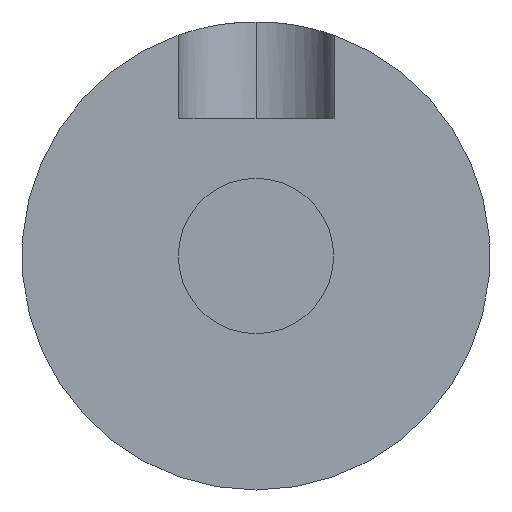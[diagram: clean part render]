
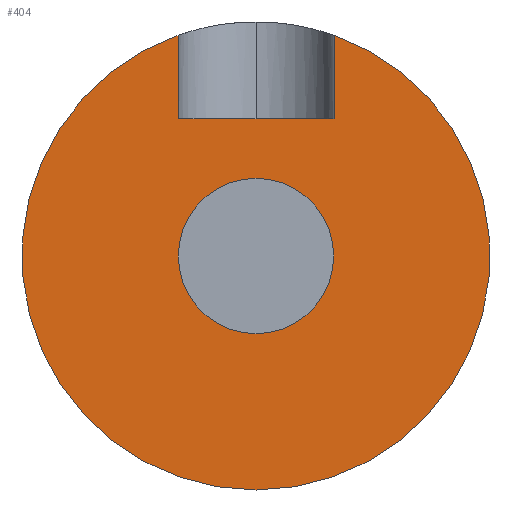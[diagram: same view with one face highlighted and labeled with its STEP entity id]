
A CAD part, front view. The second image highlights one B-rep face of the part: STEP entity #404.
In plain terms, the highlighted planar face has unit normal (0, -1, 0).
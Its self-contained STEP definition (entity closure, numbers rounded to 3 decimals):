
#1 = DIRECTION ( 'NONE',  ( 0., 0., 1. ) ) ;
#17 = EDGE_CURVE ( 'NONE', #432, #123, #52, .T. ) ;
#29 = FACE_OUTER_BOUND ( 'NONE', #390, .T. ) ;
#39 = CARTESIAN_POINT ( 'NONE',  ( -2.5, 9., 4.4 ) ) ;
#44 = DIRECTION ( 'NONE',  ( 0., 0., -1. ) ) ;
#49 = AXIS2_PLACEMENT_3D ( 'NONE', #303, #544, #491 ) ;
#52 = CIRCLE ( 'NONE', #360, 2.49 ) ;
#61 = AXIS2_PLACEMENT_3D ( 'NONE', #70, #255, #575 ) ;
#62 = ORIENTED_EDGE ( 'NONE', *, *, #488, .F. ) ;
#70 = CARTESIAN_POINT ( 'NONE',  ( 0., 9., 0. ) ) ;
#85 = LINE ( 'NONE', #312, #477 ) ;
#97 = CIRCLE ( 'NONE', #397, 7.5 ) ;
#98 = DIRECTION ( 'NONE',  ( 1., 0., 0. ) ) ;
#104 = LINE ( 'NONE', #320, #132 ) ;
#116 = CARTESIAN_POINT ( 'NONE',  ( 2.5, 9., 7.071 ) ) ;
#123 = VERTEX_POINT ( 'NONE', #495 ) ;
#132 = VECTOR ( 'NONE', #243, 1000. ) ;
#138 = ORIENTED_EDGE ( 'NONE', *, *, #557, .T. ) ;
#140 = DIRECTION ( 'NONE',  ( 0., -1., 0. ) ) ;
#166 = PLANE ( 'NONE',  #440 ) ;
#177 = CARTESIAN_POINT ( 'NONE',  ( 0., 9., 0. ) ) ;
#209 = VERTEX_POINT ( 'NONE', #554 ) ;
#218 = ORIENTED_EDGE ( 'NONE', *, *, #586, .F. ) ;
#219 = EDGE_CURVE ( 'NONE', #209, #422, #104, .T. ) ;
#243 = DIRECTION ( 'NONE',  ( 0., 0., -1. ) ) ;
#255 = DIRECTION ( 'NONE',  ( 0., -1., 0. ) ) ;
#259 = VERTEX_POINT ( 'NONE', #391 ) ;
#270 = DIRECTION ( 'NONE',  ( 0., -1., 0. ) ) ;
#275 = CARTESIAN_POINT ( 'NONE',  ( 0., 9., -2.49 ) ) ;
#292 = VERTEX_POINT ( 'NONE', #116 ) ;
#300 = CIRCLE ( 'NONE', #49, 2.49 ) ;
#303 = CARTESIAN_POINT ( 'NONE',  ( 0., 9., 0. ) ) ;
#312 = CARTESIAN_POINT ( 'NONE',  ( 2.5, 9., 4.4 ) ) ;
#316 = DIRECTION ( 'NONE',  ( 0., 0., -1. ) ) ;
#320 = CARTESIAN_POINT ( 'NONE',  ( -2.5, 9., 0. ) ) ;
#360 = AXIS2_PLACEMENT_3D ( 'NONE', #177, #489, #44 ) ;
#385 = ORIENTED_EDGE ( 'NONE', *, *, #394, .T. ) ;
#388 = CARTESIAN_POINT ( 'NONE',  ( 0., 9., 0. ) ) ;
#390 = EDGE_LOOP ( 'NONE', ( #430, #138, #385, #427, #218 ) ) ;
#391 = CARTESIAN_POINT ( 'NONE',  ( 0., 9., -7.5 ) ) ;
#394 = EDGE_CURVE ( 'NONE', #259, #292, #487, .T. ) ;
#397 = AXIS2_PLACEMENT_3D ( 'NONE', #581, #270, #442 ) ;
#404 = ADVANCED_FACE ( 'NONE', ( #29, #571 ), #166, .T. ) ;
#411 = EDGE_CURVE ( 'NONE', #521, #292, #85, .T. ) ;
#422 = VERTEX_POINT ( 'NONE', #39 ) ;
#427 = ORIENTED_EDGE ( 'NONE', *, *, #411, .F. ) ;
#430 = ORIENTED_EDGE ( 'NONE', *, *, #219, .F. ) ;
#432 = VERTEX_POINT ( 'NONE', #275 ) ;
#436 = EDGE_LOOP ( 'NONE', ( #463, #62 ) ) ;
#440 = AXIS2_PLACEMENT_3D ( 'NONE', #388, #140, #316 ) ;
#442 = DIRECTION ( 'NONE',  ( 0., 0., -1. ) ) ;
#445 = CARTESIAN_POINT ( 'NONE',  ( 2.5, 9., 4.4 ) ) ;
#447 = CARTESIAN_POINT ( 'NONE',  ( -2.5, 9., 4.4 ) ) ;
#463 = ORIENTED_EDGE ( 'NONE', *, *, #17, .F. ) ;
#477 = VECTOR ( 'NONE', #1, 1000. ) ;
#487 = CIRCLE ( 'NONE', #61, 7.5 ) ;
#488 = EDGE_CURVE ( 'NONE', #123, #432, #300, .T. ) ;
#489 = DIRECTION ( 'NONE',  ( 0., -1., 0. ) ) ;
#491 = DIRECTION ( 'NONE',  ( 0., 0., -1. ) ) ;
#495 = CARTESIAN_POINT ( 'NONE',  ( 0., 9., 2.49 ) ) ;
#501 = LINE ( 'NONE', #447, #574 ) ;
#521 = VERTEX_POINT ( 'NONE', #445 ) ;
#544 = DIRECTION ( 'NONE',  ( 0., -1., 0. ) ) ;
#554 = CARTESIAN_POINT ( 'NONE',  ( -2.5, 9., 7.071 ) ) ;
#557 = EDGE_CURVE ( 'NONE', #209, #259, #97, .T. ) ;
#571 = FACE_BOUND ( 'NONE', #436, .T. ) ;
#574 = VECTOR ( 'NONE', #98, 1000. ) ;
#575 = DIRECTION ( 'NONE',  ( 0., 0., -1. ) ) ;
#581 = CARTESIAN_POINT ( 'NONE',  ( 0., 9., 0. ) ) ;
#586 = EDGE_CURVE ( 'NONE', #422, #521, #501, .T. ) ;
